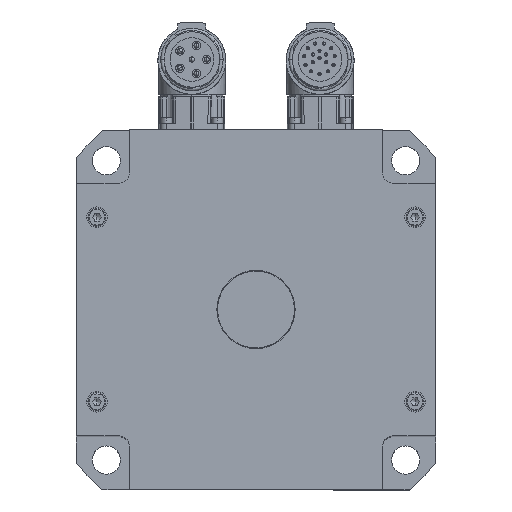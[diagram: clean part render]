
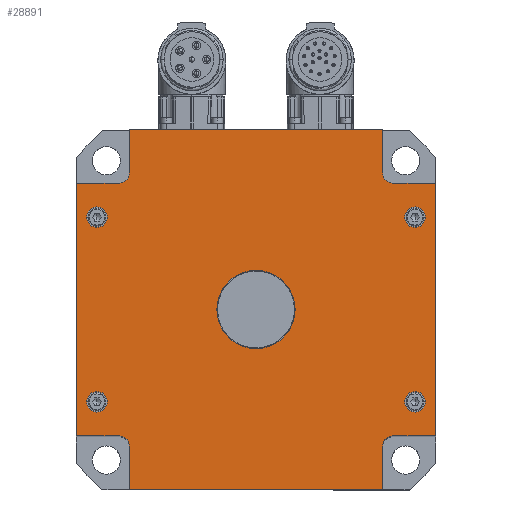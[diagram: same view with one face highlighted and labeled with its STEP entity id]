
A CAD part, top view. The second image highlights one B-rep face of the part: STEP entity #28891.
In plain terms, the highlighted face is planar.
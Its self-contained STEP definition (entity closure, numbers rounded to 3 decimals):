
#3198=CARTESIAN_POINT('',(-66.,36.,203.0));
#3199=VERTEX_POINT('',#3198);
#3215=CARTESIAN_POINT('',(-58.,36.,203.0));
#3216=VERTEX_POINT('',#3215);
#3223=CARTESIAN_POINT('',(-62.,36.,203.0));
#3224=DIRECTION('',(0.0,0.0,-1.0));
#3225=DIRECTION('',(-1.0,0.0,0.0));
#3226=AXIS2_PLACEMENT_3D('',#3223,#3224,#3225);
#3227=CIRCLE('',#3226,4.0);
#3228=EDGE_CURVE('',#3199,#3216,#3227,.T.);
#3261=CARTESIAN_POINT('',(-66.,-36.,203.));
#3262=VERTEX_POINT('',#3261);
#3278=CARTESIAN_POINT('',(-58.,-36.,203.));
#3279=VERTEX_POINT('',#3278);
#3286=CARTESIAN_POINT('',(-62.,-36.,203.));
#3287=DIRECTION('',(0.0,0.0,-1.0));
#3288=DIRECTION('',(-1.0,0.0,0.0));
#3289=AXIS2_PLACEMENT_3D('',#3286,#3287,#3288);
#3290=CIRCLE('',#3289,4.0);
#3291=EDGE_CURVE('',#3262,#3279,#3290,.T.);
#3324=CARTESIAN_POINT('',(58.,-36.,203.0));
#3325=VERTEX_POINT('',#3324);
#3341=CARTESIAN_POINT('',(66.,-36.,203.0));
#3342=VERTEX_POINT('',#3341);
#3349=CARTESIAN_POINT('',(62.,-36.,203.0));
#3350=DIRECTION('',(0.0,0.0,-1.0));
#3351=DIRECTION('',(-1.0,0.0,0.0));
#3352=AXIS2_PLACEMENT_3D('',#3349,#3350,#3351);
#3353=CIRCLE('',#3352,4.0);
#3354=EDGE_CURVE('',#3325,#3342,#3353,.T.);
#3387=CARTESIAN_POINT('',(58.,36.,203.));
#3388=VERTEX_POINT('',#3387);
#3404=CARTESIAN_POINT('',(66.,36.,203.));
#3405=VERTEX_POINT('',#3404);
#3412=CARTESIAN_POINT('',(62.,36.,203.));
#3413=DIRECTION('',(0.0,0.0,-1.0));
#3414=DIRECTION('',(-1.0,0.0,0.0));
#3415=AXIS2_PLACEMENT_3D('',#3412,#3413,#3414);
#3416=CIRCLE('',#3415,4.0);
#3417=EDGE_CURVE('',#3388,#3405,#3416,.T.);
#3429=CARTESIAN_POINT('',(15.25,0.,203.0));
#3430=VERTEX_POINT('',#3429);
#3446=CARTESIAN_POINT('',(-15.25,0.,203.0));
#3447=VERTEX_POINT('',#3446);
#3454=CARTESIAN_POINT('',(0.,0.,203.0));
#3455=DIRECTION('',(0.0,0.0,-1.0));
#3456=DIRECTION('',(1.0,0.0,0.0));
#3457=AXIS2_PLACEMENT_3D('',#3454,#3455,#3456);
#3458=CIRCLE('',#3457,15.25);
#3459=EDGE_CURVE('',#3430,#3447,#3458,.T.);
#27845=CARTESIAN_POINT('',(0.,0.,203.0));
#27846=DIRECTION('',(0.0,0.0,-1.0));
#27847=DIRECTION('',(1.0,0.0,0.0));
#27848=AXIS2_PLACEMENT_3D('',#27845,#27846,#27847);
#27849=CIRCLE('',#27848,15.25);
#27850=EDGE_CURVE('',#3447,#3430,#27849,.T.);
#27924=CARTESIAN_POINT('',(62.,36.,203.));
#27925=DIRECTION('',(0.0,0.0,-1.0));
#27926=DIRECTION('',(-1.0,0.0,0.0));
#27927=AXIS2_PLACEMENT_3D('',#27924,#27925,#27926);
#27928=CIRCLE('',#27927,4.0);
#27929=EDGE_CURVE('',#3405,#3388,#27928,.T.);
#27989=CARTESIAN_POINT('',(62.,-36.,203.0));
#27990=DIRECTION('',(0.0,0.0,-1.0));
#27991=DIRECTION('',(-1.0,0.0,0.0));
#27992=AXIS2_PLACEMENT_3D('',#27989,#27990,#27991);
#27993=CIRCLE('',#27992,4.0);
#27994=EDGE_CURVE('',#3342,#3325,#27993,.T.);
#28054=CARTESIAN_POINT('',(-62.,-36.,203.));
#28055=DIRECTION('',(0.0,0.0,-1.0));
#28056=DIRECTION('',(-1.0,0.0,0.0));
#28057=AXIS2_PLACEMENT_3D('',#28054,#28055,#28056);
#28058=CIRCLE('',#28057,4.0);
#28059=EDGE_CURVE('',#3279,#3262,#28058,.T.);
#28113=CARTESIAN_POINT('',(-62.,36.,203.0));
#28114=DIRECTION('',(0.0,0.0,-1.0));
#28115=DIRECTION('',(-1.0,0.0,0.0));
#28116=AXIS2_PLACEMENT_3D('',#28113,#28114,#28115);
#28117=CIRCLE('',#28116,4.0);
#28118=EDGE_CURVE('',#3216,#3199,#28117,.T.);
#28140=CARTESIAN_POINT('',(-53.3,-49.3,203.));
#28141=VERTEX_POINT('',#28140);
#28148=CARTESIAN_POINT('',(-70.,-49.3,203.));
#28149=VERTEX_POINT('',#28148);
#28150=CARTESIAN_POINT('',(-70.,-49.3,203.));
#28151=DIRECTION('',(1.0,0.0,0.0));
#28152=VECTOR('',#28151,16.7);
#28153=LINE('',#28150,#28152);
#28154=EDGE_CURVE('',#28149,#28141,#28153,.T.);
#28179=CARTESIAN_POINT('',(-49.3,-53.3,203.));
#28180=VERTEX_POINT('',#28179);
#28187=CARTESIAN_POINT('',(-53.3,-53.3,203.));
#28188=DIRECTION('',(0.0,0.0,-1.0));
#28189=DIRECTION('',(0.0,1.0,0.0));
#28190=AXIS2_PLACEMENT_3D('',#28187,#28188,#28189);
#28191=CIRCLE('',#28190,4.);
#28192=EDGE_CURVE('',#28141,#28180,#28191,.T.);
#28211=CARTESIAN_POINT('',(-49.3,-70.,203.));
#28212=VERTEX_POINT('',#28211);
#28219=CARTESIAN_POINT('',(-49.3,-53.3,203.));
#28220=DIRECTION('',(0.0,-1.0,0.0));
#28221=VECTOR('',#28220,16.7);
#28222=LINE('',#28219,#28221);
#28223=EDGE_CURVE('',#28180,#28212,#28222,.T.);
#28312=CARTESIAN_POINT('',(49.3,-70.,203.));
#28313=VERTEX_POINT('',#28312);
#28320=CARTESIAN_POINT('',(-49.3,-70.,203.));
#28321=DIRECTION('',(1.0,0.0,0.0));
#28322=VECTOR('',#28321,98.6);
#28323=LINE('',#28320,#28322);
#28324=EDGE_CURVE('',#28212,#28313,#28323,.T.);
#28343=CARTESIAN_POINT('',(49.3,-53.3,203.));
#28344=VERTEX_POINT('',#28343);
#28351=CARTESIAN_POINT('',(49.3,-70.,203.));
#28352=DIRECTION('',(0.0,1.0,0.0));
#28353=VECTOR('',#28352,16.7);
#28354=LINE('',#28351,#28353);
#28355=EDGE_CURVE('',#28313,#28344,#28354,.T.);
#28375=CARTESIAN_POINT('',(53.3,-49.3,203.));
#28376=VERTEX_POINT('',#28375);
#28383=CARTESIAN_POINT('',(53.3,-53.3,203.));
#28384=DIRECTION('',(0.0,0.0,-1.0));
#28385=DIRECTION('',(-1.0,0.0,0.0));
#28386=AXIS2_PLACEMENT_3D('',#28383,#28384,#28385);
#28387=CIRCLE('',#28386,4.);
#28388=EDGE_CURVE('',#28344,#28376,#28387,.T.);
#28407=CARTESIAN_POINT('',(70.,-49.3,203.));
#28408=VERTEX_POINT('',#28407);
#28415=CARTESIAN_POINT('',(53.3,-49.3,203.));
#28416=DIRECTION('',(1.0,0.0,0.0));
#28417=VECTOR('',#28416,16.7);
#28418=LINE('',#28415,#28417);
#28419=EDGE_CURVE('',#28376,#28408,#28418,.T.);
#28508=CARTESIAN_POINT('',(70.,49.3,203.));
#28509=VERTEX_POINT('',#28508);
#28516=CARTESIAN_POINT('',(70.,-49.3,203.));
#28517=DIRECTION('',(0.0,1.0,0.0));
#28518=VECTOR('',#28517,98.6);
#28519=LINE('',#28516,#28518);
#28520=EDGE_CURVE('',#28408,#28509,#28519,.T.);
#28539=CARTESIAN_POINT('',(53.3,49.3,203.));
#28540=VERTEX_POINT('',#28539);
#28547=CARTESIAN_POINT('',(70.,49.3,203.));
#28548=DIRECTION('',(-1.0,0.0,0.0));
#28549=VECTOR('',#28548,16.7);
#28550=LINE('',#28547,#28549);
#28551=EDGE_CURVE('',#28509,#28540,#28550,.T.);
#28571=CARTESIAN_POINT('',(49.3,53.3,203.));
#28572=VERTEX_POINT('',#28571);
#28579=CARTESIAN_POINT('',(53.3,53.3,203.));
#28580=DIRECTION('',(0.0,0.0,-1.0));
#28581=DIRECTION('',(0.0,-1.0,0.0));
#28582=AXIS2_PLACEMENT_3D('',#28579,#28580,#28581);
#28583=CIRCLE('',#28582,4.);
#28584=EDGE_CURVE('',#28540,#28572,#28583,.T.);
#28603=CARTESIAN_POINT('',(49.3,70.,203.));
#28604=VERTEX_POINT('',#28603);
#28611=CARTESIAN_POINT('',(49.3,53.3,203.));
#28612=DIRECTION('',(0.0,1.0,0.0));
#28613=VECTOR('',#28612,16.7);
#28614=LINE('',#28611,#28613);
#28615=EDGE_CURVE('',#28572,#28604,#28614,.T.);
#28643=CARTESIAN_POINT('',(-49.3,70.,203.));
#28644=VERTEX_POINT('',#28643);
#28651=CARTESIAN_POINT('',(49.3,70.,203.));
#28652=DIRECTION('',(-1.0,0.0,0.0));
#28653=VECTOR('',#28652,98.6);
#28654=LINE('',#28651,#28653);
#28655=EDGE_CURVE('',#28604,#28644,#28654,.T.);
#28674=CARTESIAN_POINT('',(-49.3,53.3,203.));
#28675=VERTEX_POINT('',#28674);
#28682=CARTESIAN_POINT('',(-49.3,70.,203.));
#28683=DIRECTION('',(0.0,-1.0,0.0));
#28684=VECTOR('',#28683,16.7);
#28685=LINE('',#28682,#28684);
#28686=EDGE_CURVE('',#28644,#28675,#28685,.T.);
#28706=CARTESIAN_POINT('',(-53.3,49.3,203.));
#28707=VERTEX_POINT('',#28706);
#28714=CARTESIAN_POINT('',(-53.3,53.3,203.));
#28715=DIRECTION('',(0.0,0.0,-1.0));
#28716=DIRECTION('',(1.0,0.0,0.0));
#28717=AXIS2_PLACEMENT_3D('',#28714,#28715,#28716);
#28718=CIRCLE('',#28717,4.);
#28719=EDGE_CURVE('',#28675,#28707,#28718,.T.);
#28738=CARTESIAN_POINT('',(-70.,49.3,203.));
#28739=VERTEX_POINT('',#28738);
#28746=CARTESIAN_POINT('',(-53.3,49.3,203.));
#28747=DIRECTION('',(-1.0,0.0,0.0));
#28748=VECTOR('',#28747,16.7);
#28749=LINE('',#28746,#28748);
#28750=EDGE_CURVE('',#28707,#28739,#28749,.T.);
#28838=CARTESIAN_POINT('',(-70.,49.3,203.));
#28839=DIRECTION('',(0.0,-1.0,0.0));
#28840=VECTOR('',#28839,98.6);
#28841=LINE('',#28838,#28840);
#28842=EDGE_CURVE('',#28739,#28149,#28841,.T.);
#28848=CARTESIAN_POINT('',(0.,0.,203.0));
#28849=DIRECTION('',(0.0,0.0,-1.0));
#28850=DIRECTION('',(1.0,0.0,0.0));
#28851=AXIS2_PLACEMENT_3D('',#28848,#28849,#28850);
#28852=PLANE('',#28851);
#28853=ORIENTED_EDGE('',*,*,#28842,.T.);
#28854=ORIENTED_EDGE('',*,*,#28154,.T.);
#28855=ORIENTED_EDGE('',*,*,#28192,.T.);
#28856=ORIENTED_EDGE('',*,*,#28223,.T.);
#28857=ORIENTED_EDGE('',*,*,#28324,.T.);
#28858=ORIENTED_EDGE('',*,*,#28355,.T.);
#28859=ORIENTED_EDGE('',*,*,#28388,.T.);
#28860=ORIENTED_EDGE('',*,*,#28419,.T.);
#28861=ORIENTED_EDGE('',*,*,#28520,.T.);
#28862=ORIENTED_EDGE('',*,*,#28551,.T.);
#28863=ORIENTED_EDGE('',*,*,#28584,.T.);
#28864=ORIENTED_EDGE('',*,*,#28615,.T.);
#28865=ORIENTED_EDGE('',*,*,#28655,.T.);
#28866=ORIENTED_EDGE('',*,*,#28686,.T.);
#28867=ORIENTED_EDGE('',*,*,#28719,.T.);
#28868=ORIENTED_EDGE('',*,*,#28750,.T.);
#28869=EDGE_LOOP('',(#28853,#28854,#28855,#28856,#28857,#28858,#28859,#28860,#28861,#28862,#28863,#28864,#28865,#28866,#28867,#28868));
#28870=FACE_OUTER_BOUND('',#28869,.T.);
#28871=ORIENTED_EDGE('',*,*,#27850,.T.);
#28872=ORIENTED_EDGE('',*,*,#3459,.T.);
#28873=EDGE_LOOP('',(#28871,#28872));
#28874=FACE_BOUND('',#28873,.T.);
#28875=ORIENTED_EDGE('',*,*,#3417,.T.);
#28876=ORIENTED_EDGE('',*,*,#27929,.T.);
#28877=EDGE_LOOP('',(#28875,#28876));
#28878=FACE_BOUND('',#28877,.T.);
#28879=ORIENTED_EDGE('',*,*,#3354,.T.);
#28880=ORIENTED_EDGE('',*,*,#27994,.T.);
#28881=EDGE_LOOP('',(#28879,#28880));
#28882=FACE_BOUND('',#28881,.T.);
#28883=ORIENTED_EDGE('',*,*,#3291,.T.);
#28884=ORIENTED_EDGE('',*,*,#28059,.T.);
#28885=EDGE_LOOP('',(#28883,#28884));
#28886=FACE_BOUND('',#28885,.T.);
#28887=ORIENTED_EDGE('',*,*,#3228,.T.);
#28888=ORIENTED_EDGE('',*,*,#28118,.T.);
#28889=EDGE_LOOP('',(#28887,#28888));
#28890=FACE_BOUND('',#28889,.T.);
#28891=ADVANCED_FACE('',(#28870,#28874,#28878,#28882,#28886,#28890),#28852,.F.);
